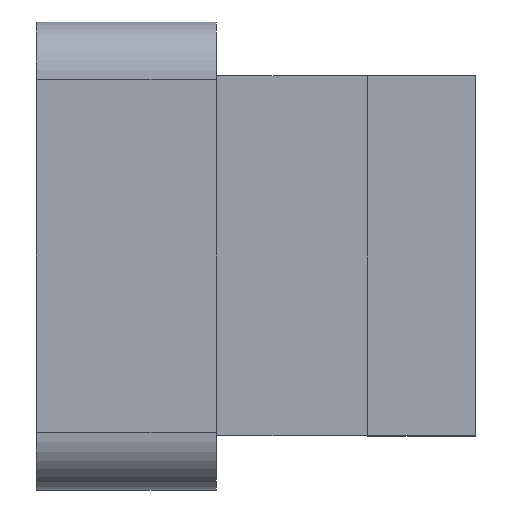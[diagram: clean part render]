
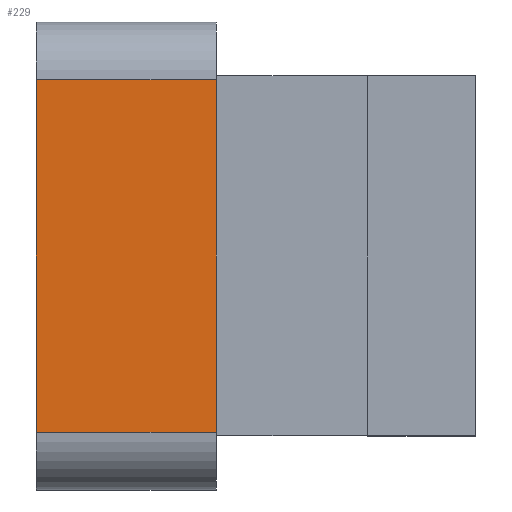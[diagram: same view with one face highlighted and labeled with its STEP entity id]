
A CAD part, left-side view. The second image highlights one B-rep face of the part: STEP entity #229.
In plain terms, the highlighted planar face has unit normal (-1, 0, 0).
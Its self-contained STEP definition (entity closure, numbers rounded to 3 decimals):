
#229=ADVANCED_FACE('',(#503),#504,.T.);
#503=FACE_OUTER_BOUND('',#786,.T.);
#504=PLANE('',#787);
#786=EDGE_LOOP('',(#1995,#1996,#1997,#1998));
#787=AXIS2_PLACEMENT_3D('',#1999,#2000,#2001);
#1995=ORIENTED_EDGE('',*,*,#2480,.T.);
#1996=ORIENTED_EDGE('',*,*,#2481,.F.);
#1997=ORIENTED_EDGE('',*,*,#2482,.F.);
#1998=ORIENTED_EDGE('',*,*,#2477,.T.);
#1999=CARTESIAN_POINT('',(-0.6,0.36,0.));
#2000=DIRECTION('',(-1.0,0.0,0.0));
#2001=DIRECTION('',(0.0,0.,1.0));
#2477=EDGE_CURVE('',#3189,#3187,#3190,.T.);
#2480=EDGE_CURVE('',#3187,#3194,#3195,.T.);
#2481=EDGE_CURVE('',#3196,#3194,#3197,.T.);
#2482=EDGE_CURVE('',#3189,#3196,#3198,.T.);
#3187=VERTEX_POINT('',#5979);
#3189=VERTEX_POINT('',#5981);
#3190=LINE('',#5982,#5983);
#3194=VERTEX_POINT('',#5988);
#3195=LINE('',#5989,#5990);
#3196=VERTEX_POINT('',#5991);
#3197=LINE('',#5992,#5993);
#3198=LINE('',#5994,#5995);
#5979=CARTESIAN_POINT('',(-0.6,0.61,0.245));
#5981=CARTESIAN_POINT('',(-0.6,0.36,0.245));
#5982=CARTESIAN_POINT('',(-0.6,0.36,0.245));
#5983=VECTOR('',#6455,1.0);
#5988=CARTESIAN_POINT('',(-0.6,0.61,-0.245));
#5989=CARTESIAN_POINT('',(-0.6,0.61,0.245));
#5990=VECTOR('',#6460,1.0);
#5991=CARTESIAN_POINT('',(-0.6,0.36,-0.245));
#5992=CARTESIAN_POINT('',(-0.6,0.36,-0.245));
#5993=VECTOR('',#6461,1.0);
#5994=CARTESIAN_POINT('',(-0.6,0.36,0.245));
#5995=VECTOR('',#6462,1.0);
#6455=DIRECTION('',(0.0,1.0,0.));
#6460=DIRECTION('',(0.0,0.,-1.0));
#6461=DIRECTION('',(0.0,1.0,0.));
#6462=DIRECTION('',(0.0,0.,-1.0));
